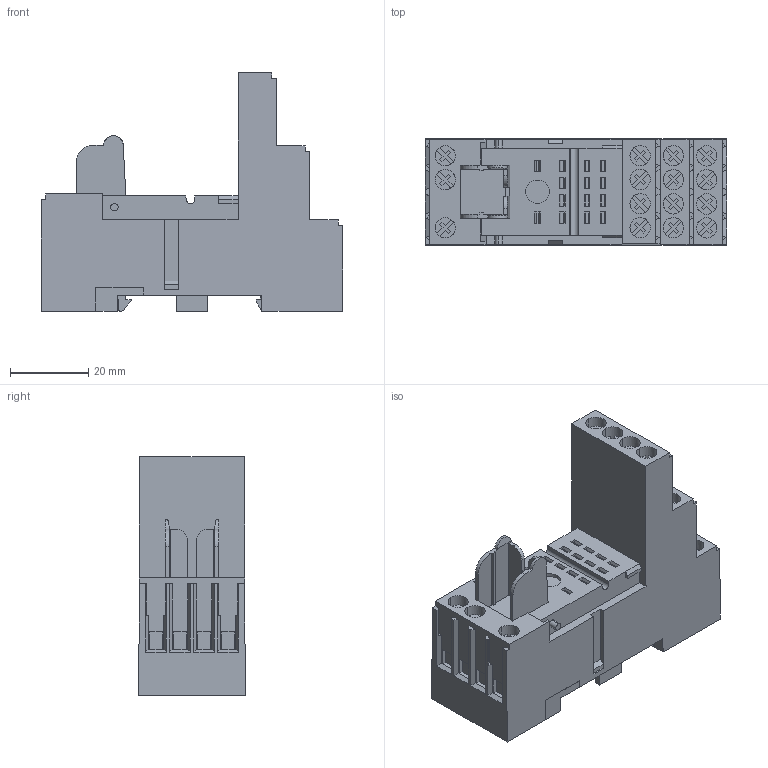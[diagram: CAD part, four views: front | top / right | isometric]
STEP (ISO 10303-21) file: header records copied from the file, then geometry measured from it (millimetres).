
FILE_DESCRIPTION(/* description */ (''),/* implementation_level */ '2;1');
FILE_NAME(/* name */ 'c_pt78742---_3d.stp',/* time_stamp */ '2020-03-09T16:22:01+01:00',/* author */ ('f.bogacz'),/* organization */ (''),/* preprocessor_version */ 'ST-DEVELOPER v17.2',/* originating_system */ 'AutoCAD Mechanical',/* authorisation */ '');
FILE_SCHEMA (('AUTOMOTIVE_DESIGN { 1 0 10303 214 3 1 1 }'));
Length unit declared in the file: millimetre
Products named in the file (2): Product; PT78742---
Assembly tree (1 placements, depth 2):
  Product
    PT78742---
Bounding box: 77 x 27.2 x 61 mm (x, y, z)
Volume: 61341.7 mm3; surface area: 16450.8 mm2
Topology: 2 solids, 2 shells, 693 faces, 1929 edges, 1276 vertices
Faces by surface type: plane 631, cylinder 62
Entity records: 21918 total; most frequent: CARTESIAN_POINT 3901, ORIENTED_EDGE 3858, DIRECTION 3507, EDGE_CURVE 1929, LINE 1743, VECTOR 1743, VERTEX_POINT 1276, AXIS2_PLACEMENT_3D 882
